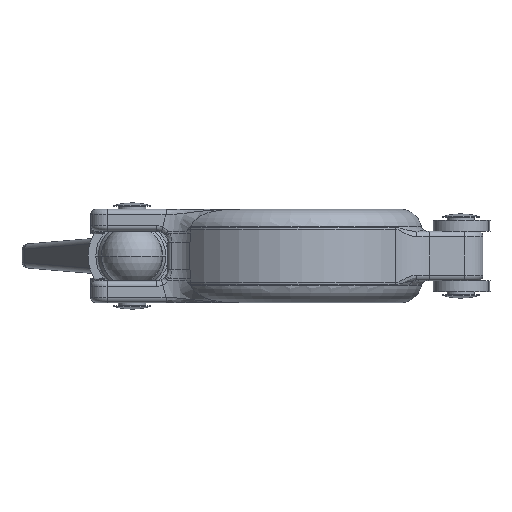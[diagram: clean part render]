
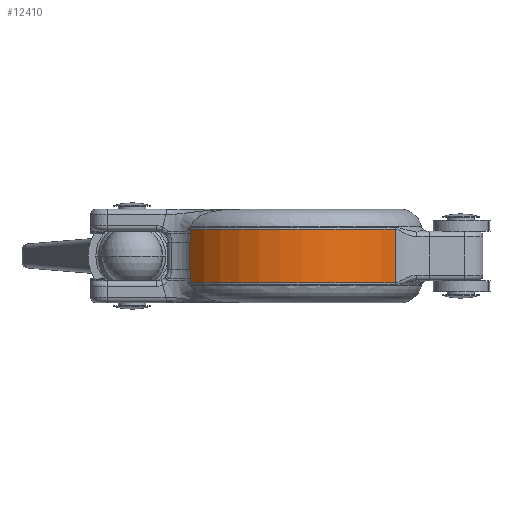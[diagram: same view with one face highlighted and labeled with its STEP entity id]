
A CAD part, front view. The second image highlights one B-rep face of the part: STEP entity #12410.
In plain terms, the highlighted cylindrical face has radius 23.15 mm (diameter 46.3 mm), a partial arc.
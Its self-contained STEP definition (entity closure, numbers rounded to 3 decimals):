
#152 = VERTEX_POINT ( 'NONE', #15034 ) ;
#361 = EDGE_CURVE ( 'NONE', #2434, #7339, #13843, .T. ) ;
#670 = CARTESIAN_POINT ( 'NONE',  ( -19.084, -13.104, 4.157 ) ) ;
#697 = LINE ( 'NONE', #3461, #9642 ) ;
#945 = AXIS2_PLACEMENT_3D ( 'NONE', #1315, #10255, #14119 ) ;
#1315 = CARTESIAN_POINT ( 'NONE',  ( 0., 0., -4.872 ) ) ;
#2310 = DIRECTION ( 'NONE',  ( 0., 0., -1. ) ) ;
#2434 = VERTEX_POINT ( 'NONE', #670 ) ;
#2489 = CARTESIAN_POINT ( 'NONE',  ( -19.084, -13.104, -4.157 ) ) ;
#2495 = ORIENTED_EDGE ( 'NONE', *, *, #10769, .T. ) ;
#2644 = EDGE_CURVE ( 'NONE', #16401, #16310, #8153, .T. ) ;
#2658 = DIRECTION ( 'NONE',  ( 0., 0., -1. ) ) ;
#2669 = EDGE_CURVE ( 'NONE', #11446, #2434, #7835, .T. ) ;
#2686 = ORIENTED_EDGE ( 'NONE', *, *, #15045, .T. ) ;
#2691 = ORIENTED_EDGE ( 'NONE', *, *, #361, .T. ) ;
#2992 = CARTESIAN_POINT ( 'NONE',  ( -19.092, -13.093, 3.605 ) ) ;
#3021 = VERTEX_POINT ( 'NONE', #11658 ) ;
#3085 = VECTOR ( 'NONE', #2658, 1000. ) ;
#3461 = CARTESIAN_POINT ( 'NONE',  ( -19.124, -13.046, 8.5 ) ) ;
#4020 = DIRECTION ( 'NONE',  ( 0., 0., -1. ) ) ;
#4118 = LINE ( 'NONE', #14318, #9820 ) ;
#4155 = CARTESIAN_POINT ( 'NONE',  ( -19.084, -13.104, 4.872 ) ) ;
#4932 = VERTEX_POINT ( 'NONE', #10517 ) ;
#5026 = CIRCLE ( 'NONE', #15700, 23.15 ) ;
#5211 = DIRECTION ( 'NONE',  ( 0., 0., 1. ) ) ;
#5662 = EDGE_CURVE ( 'NONE', #3021, #16401, #12657, .T. ) ;
#5811 = CARTESIAN_POINT ( 'NONE',  ( -19.124, -13.046, 2.5 ) ) ;
#6305 = DIRECTION ( 'NONE',  ( 0., 0., -1. ) ) ;
#6390 = CARTESIAN_POINT ( 'NONE',  ( -19.084, -13.104, 8.5 ) ) ;
#6562 = B_SPLINE_CURVE_WITH_KNOTS ( 'NONE', 3,
 ( #11195, #13625, #13958, #9852, #12614, #2489 ),
 .UNSPECIFIED., .F., .F.,
 ( 4, 2, 4 ),
 ( 0., 0.001, 0.002 ),
 .UNSPECIFIED. ) ;
#7339 = VERTEX_POINT ( 'NONE', #5811 ) ;
#7416 = DIRECTION ( 'NONE',  ( -1., 0., 0. ) ) ;
#7835 = LINE ( 'NONE', #12936, #3085 ) ;
#7852 = DIRECTION ( 'NONE',  ( 1., 0., 0. ) ) ;
#7863 = ORIENTED_EDGE ( 'NONE', *, *, #5662, .T. ) ;
#8089 = CARTESIAN_POINT ( 'NONE',  ( -19.124, -13.046, 2.5 ) ) ;
#8153 = CIRCLE ( 'NONE', #945, 23.15 ) ;
#8163 = CARTESIAN_POINT ( 'NONE',  ( -19.124, -13.046, 2.777 ) ) ;
#8434 = CARTESIAN_POINT ( 'NONE',  ( -19.084, -13.104, -4.872 ) ) ;
#8546 = DIRECTION ( 'NONE',  ( 0., 0., -1. ) ) ;
#9160 = ORIENTED_EDGE ( 'NONE', *, *, #2644, .T. ) ;
#9341 = CARTESIAN_POINT ( 'NONE',  ( -19.084, -13.104, 4.157 ) ) ;
#9642 = VECTOR ( 'NONE', #8546, 1000. ) ;
#9820 = VECTOR ( 'NONE', #5211, 1000. ) ;
#9852 = CARTESIAN_POINT ( 'NONE',  ( -19.092, -13.093, -3.605 ) ) ;
#10255 = DIRECTION ( 'NONE',  ( 0., 0., 1. ) ) ;
#10336 = CYLINDRICAL_SURFACE ( 'NONE', #10439, 23.15 ) ;
#10439 = AXIS2_PLACEMENT_3D ( 'NONE', #11265, #2310, #7416 ) ;
#10517 = CARTESIAN_POINT ( 'NONE',  ( -19.124, -13.046, -2.5 ) ) ;
#10769 = EDGE_CURVE ( 'NONE', #7339, #4932, #697, .T. ) ;
#11017 = EDGE_LOOP ( 'NONE', ( #13441, #2686, #12844, #2691, #2495, #14951, #7863, #9160 ) ) ;
#11195 = CARTESIAN_POINT ( 'NONE',  ( -19.124, -13.046, -2.5 ) ) ;
#11265 = CARTESIAN_POINT ( 'NONE',  ( 0., 0., 8.5 ) ) ;
#11446 = VERTEX_POINT ( 'NONE', #4155 ) ;
#11658 = CARTESIAN_POINT ( 'NONE',  ( -19.084, -13.104, -4.157 ) ) ;
#11955 = CARTESIAN_POINT ( 'NONE',  ( 18.237, -14.259, -4.872 ) ) ;
#12410 = ADVANCED_FACE ( 'NONE', ( #16423 ), #10336, .T. ) ;
#12614 = CARTESIAN_POINT ( 'NONE',  ( -19.084, -13.104, -3.881 ) ) ;
#12657 = LINE ( 'NONE', #6390, #14342 ) ;
#12844 = ORIENTED_EDGE ( 'NONE', *, *, #2669, .T. ) ;
#12936 = CARTESIAN_POINT ( 'NONE',  ( -19.084, -13.104, 8.5 ) ) ;
#13183 = CARTESIAN_POINT ( 'NONE',  ( -19.112, -13.063, 3.053 ) ) ;
#13441 = ORIENTED_EDGE ( 'NONE', *, *, #14673, .T. ) ;
#13625 = CARTESIAN_POINT ( 'NONE',  ( -19.124, -13.046, -2.777 ) ) ;
#13843 = B_SPLINE_CURVE_WITH_KNOTS ( 'NONE', 3,
 ( #9341, #14445, #2992, #13183, #8163, #8089 ),
 .UNSPECIFIED., .F., .F.,
 ( 4, 2, 4 ),
 ( 0., 0.001, 0.002 ),
 .UNSPECIFIED. ) ;
#13958 = CARTESIAN_POINT ( 'NONE',  ( -19.112, -13.063, -3.053 ) ) ;
#14119 = DIRECTION ( 'NONE',  ( -1., 0., 0. ) ) ;
#14318 = CARTESIAN_POINT ( 'NONE',  ( 18.237, -14.259, 8.5 ) ) ;
#14342 = VECTOR ( 'NONE', #6305, 1000. ) ;
#14445 = CARTESIAN_POINT ( 'NONE',  ( -19.084, -13.104, 3.881 ) ) ;
#14673 = EDGE_CURVE ( 'NONE', #16310, #152, #4118, .T. ) ;
#14951 = ORIENTED_EDGE ( 'NONE', *, *, #15315, .T. ) ;
#15034 = CARTESIAN_POINT ( 'NONE',  ( 18.237, -14.259, 4.872 ) ) ;
#15045 = EDGE_CURVE ( 'NONE', #152, #11446, #5026, .T. ) ;
#15315 = EDGE_CURVE ( 'NONE', #4932, #3021, #6562, .T. ) ;
#15466 = CARTESIAN_POINT ( 'NONE',  ( 0., 0., 4.872 ) ) ;
#15700 = AXIS2_PLACEMENT_3D ( 'NONE', #15466, #4020, #7852 ) ;
#16310 = VERTEX_POINT ( 'NONE', #11955 ) ;
#16401 = VERTEX_POINT ( 'NONE', #8434 ) ;
#16423 = FACE_OUTER_BOUND ( 'NONE', #11017, .T. ) ;
